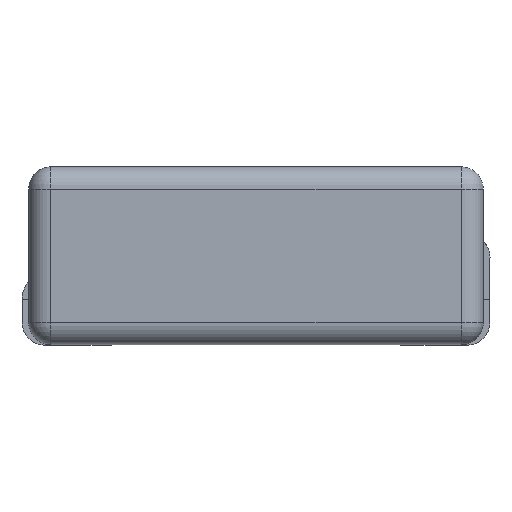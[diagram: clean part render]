
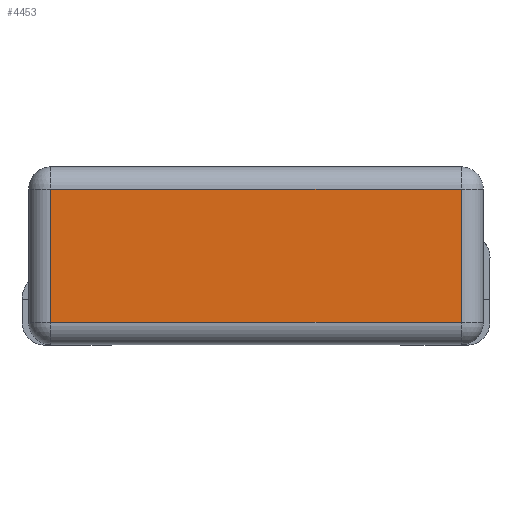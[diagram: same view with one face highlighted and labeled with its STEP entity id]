
A CAD part, front view. The second image highlights one B-rep face of the part: STEP entity #4453.
In plain terms, the highlighted planar face has unit normal (0, -1, 0).
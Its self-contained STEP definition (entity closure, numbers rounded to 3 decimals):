
#126=PLANE('',#6310);
#656=ORIENTED_EDGE('',*,*,#1811,.T.);
#657=ORIENTED_EDGE('',*,*,#1828,.F.);
#658=ORIENTED_EDGE('',*,*,#1796,.F.);
#659=ORIENTED_EDGE('',*,*,#1802,.T.);
#1796=EDGE_CURVE('',#2403,#2405,#2818,.T.);
#1802=EDGE_CURVE('',#2403,#2408,#2820,.T.);
#1811=EDGE_CURVE('',#2408,#2414,#2825,.T.);
#1828=EDGE_CURVE('',#2405,#2414,#2841,.T.);
#2403=VERTEX_POINT('',#8192);
#2405=VERTEX_POINT('',#8195);
#2408=VERTEX_POINT('',#8205);
#2414=VERTEX_POINT('',#8223);
#2818=LINE('',#8194,#3327);
#2820=LINE('',#8207,#3329);
#2825=LINE('',#8224,#3334);
#2841=LINE('',#8256,#3350);
#3327=VECTOR('',#6783,1000.);
#3329=VECTOR('',#6797,1000.);
#3334=VECTOR('',#6816,1000.);
#3350=VECTOR('',#6848,1000.);
#3818=EDGE_LOOP('',(#656,#657,#658,#659));
#4112=FACE_BOUND('',#3818,.T.);
#4453=ADVANCED_FACE('',(#4112),#126,.T.);
#6310=AXIS2_PLACEMENT_3D('',#8255,#6846,#6847);
#6783=DIRECTION('',(0.,0.,1.));
#6797=DIRECTION('',(1.,0.,0.));
#6816=DIRECTION('',(0.,0.,1.));
#6846=DIRECTION('',(0.,-1.,0.));
#6847=DIRECTION('',(1.,0.,0.));
#6848=DIRECTION('',(1.,0.,0.));
#8192=CARTESIAN_POINT('',(-4.6,-5.1,-0.5));
#8194=CARTESIAN_POINT('',(-4.6,-5.1,-1.));
#8195=CARTESIAN_POINT('',(-4.6,-5.1,2.49));
#8205=CARTESIAN_POINT('',(4.6,-5.1,-0.5));
#8207=CARTESIAN_POINT('',(5.1,-5.1,-0.5));
#8223=CARTESIAN_POINT('',(4.6,-5.1,2.49));
#8224=CARTESIAN_POINT('',(4.6,-5.1,-1.));
#8255=CARTESIAN_POINT('',(-5.1,-5.1,-1.));
#8256=CARTESIAN_POINT('',(-5.1,-5.1,2.49));
